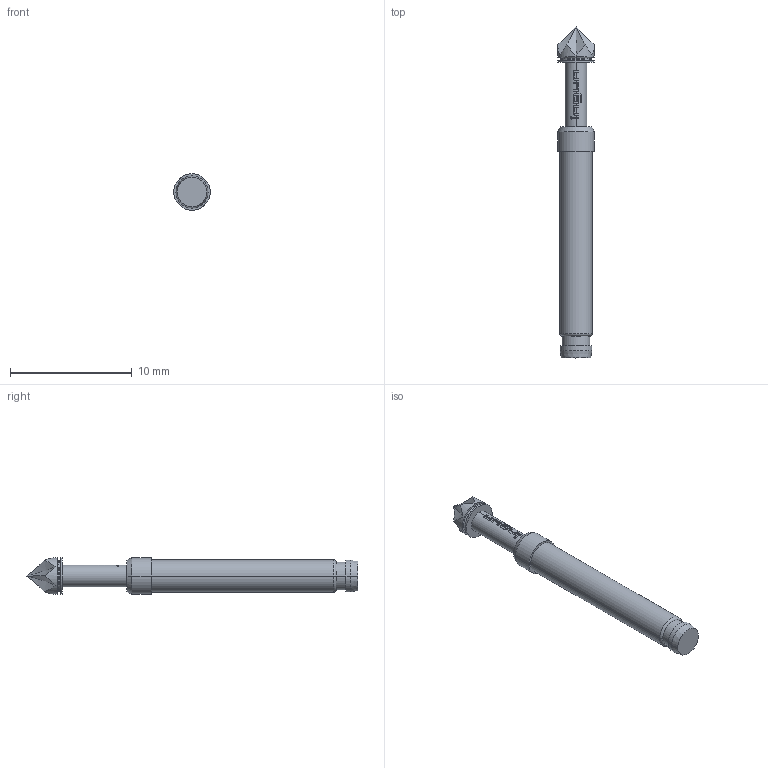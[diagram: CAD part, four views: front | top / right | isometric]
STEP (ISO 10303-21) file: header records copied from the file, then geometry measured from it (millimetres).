
FILE_DESCRIPTION (( 'STEP AP203' ), '1' );
FILE_NAME ('INGUN_HSS-120_317_300_A_xx02.STEP', '2022-02-04T08:19:44', ( 'ochi' ), ( '' ), 'SwSTEP 2.0', 'SolidWorks 2018', '' );
FILE_SCHEMA (( 'CONFIG_CONTROL_DESIGN' ));
Length unit declared in the file: millimetre
Products named in the file (1): INGUN_HSS-120_317_300_A_xx02
Bounding box: 3 x 27.3 x 3 mm (x, y, z)
Volume: 129.9 mm3; surface area: 232.2 mm2
Topology: 1 solids, 1 shells, 126 faces, 328 edges, 211 vertices
Faces by surface type: plane 47, cylinder 35, bspline 34, torus 6, cone 4
Entity records: 4311 total; most frequent: CARTESIAN_POINT 1348, ORIENTED_EDGE 656, DIRECTION 536, EDGE_CURVE 328, AXIS2_PLACEMENT_3D 219, VERTEX_POINT 211, EDGE_LOOP 133, ADVANCED_FACE 126
